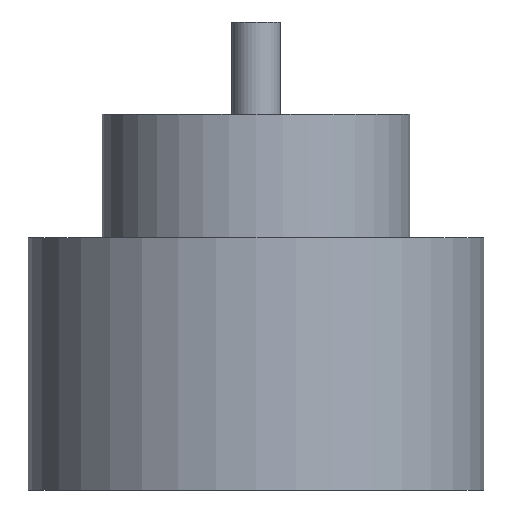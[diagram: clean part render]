
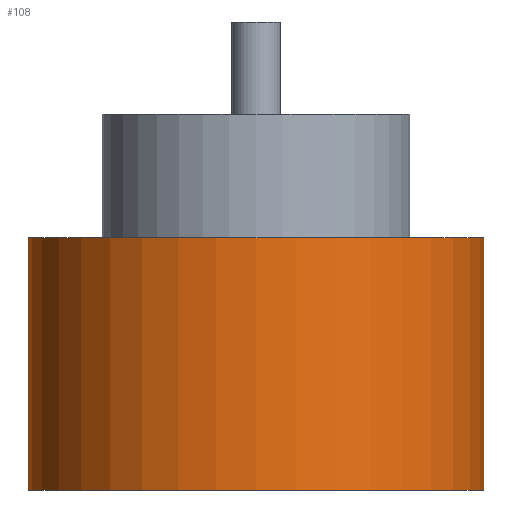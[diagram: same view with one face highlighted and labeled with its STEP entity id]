
A CAD part, front view. The second image highlights one B-rep face of the part: STEP entity #108.
In plain terms, the highlighted cylindrical face has radius 1.85 mm (diameter 3.7 mm), a partial arc.
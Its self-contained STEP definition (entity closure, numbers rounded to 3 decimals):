
#12 = VECTOR ( 'NONE', #549, 1000. ) ;
#24 = AXIS2_PLACEMENT_3D ( 'NONE', #216, #446, #506 ) ;
#34 = CARTESIAN_POINT ( 'NONE',  ( 1.85, 0., -0.5 ) ) ;
#40 = CARTESIAN_POINT ( 'NONE',  ( -1.85, 0., 1.55 ) ) ;
#41 = EDGE_CURVE ( 'NONE', #659, #598, #576, .T. ) ;
#108 = ADVANCED_FACE ( 'NONE', ( #169 ), #424, .T. ) ;
#128 = LINE ( 'NONE', #361, #12 ) ;
#169 = FACE_OUTER_BOUND ( 'NONE', #227, .T. ) ;
#216 = CARTESIAN_POINT ( 'NONE',  ( 0., 0., 2.55 ) ) ;
#223 = EDGE_CURVE ( 'NONE', #635, #546, #251, .T. ) ;
#227 = EDGE_LOOP ( 'NONE', ( #356, #623, #529, #579 ) ) ;
#244 = DIRECTION ( 'NONE',  ( 1., 0., 0. ) ) ;
#251 = CIRCLE ( 'NONE', #550, 1.85 ) ;
#256 = EDGE_CURVE ( 'NONE', #598, #546, #663, .T. ) ;
#286 = CARTESIAN_POINT ( 'NONE',  ( 0., 0., -0.5 ) ) ;
#313 = CARTESIAN_POINT ( 'NONE',  ( 1.85, 0., 1.55 ) ) ;
#356 = ORIENTED_EDGE ( 'NONE', *, *, #256, .F. ) ;
#361 = CARTESIAN_POINT ( 'NONE',  ( -1.85, 0., 2.55 ) ) ;
#376 = CARTESIAN_POINT ( 'NONE',  ( -1.85, 0., -0.5 ) ) ;
#419 = CARTESIAN_POINT ( 'NONE',  ( 0., 0., 1.55 ) ) ;
#424 = CYLINDRICAL_SURFACE ( 'NONE', #24, 1.85 ) ;
#446 = DIRECTION ( 'NONE',  ( 0., 0., -1. ) ) ;
#452 = CARTESIAN_POINT ( 'NONE',  ( 1.85, 0., 2.55 ) ) ;
#477 = DIRECTION ( 'NONE',  ( 0., 0., 1. ) ) ;
#506 = DIRECTION ( 'NONE',  ( -1., 0., 0. ) ) ;
#514 = DIRECTION ( 'NONE',  ( 0., 0., 1. ) ) ;
#529 = ORIENTED_EDGE ( 'NONE', *, *, #554, .T. ) ;
#546 = VERTEX_POINT ( 'NONE', #34 ) ;
#549 = DIRECTION ( 'NONE',  ( 0., 0., -1. ) ) ;
#550 = AXIS2_PLACEMENT_3D ( 'NONE', #286, #514, #642 ) ;
#554 = EDGE_CURVE ( 'NONE', #659, #635, #128, .T. ) ;
#574 = DIRECTION ( 'NONE',  ( 0., 0., -1. ) ) ;
#576 = CIRCLE ( 'NONE', #615, 1.85 ) ;
#579 = ORIENTED_EDGE ( 'NONE', *, *, #223, .T. ) ;
#598 = VERTEX_POINT ( 'NONE', #313 ) ;
#605 = VECTOR ( 'NONE', #574, 1000. ) ;
#615 = AXIS2_PLACEMENT_3D ( 'NONE', #419, #477, #244 ) ;
#623 = ORIENTED_EDGE ( 'NONE', *, *, #41, .F. ) ;
#635 = VERTEX_POINT ( 'NONE', #376 ) ;
#642 = DIRECTION ( 'NONE',  ( 1., 0., 0. ) ) ;
#659 = VERTEX_POINT ( 'NONE', #40 ) ;
#663 = LINE ( 'NONE', #452, #605 ) ;
